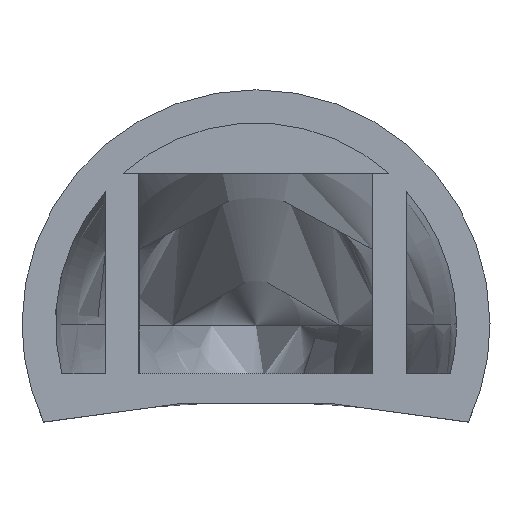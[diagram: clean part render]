
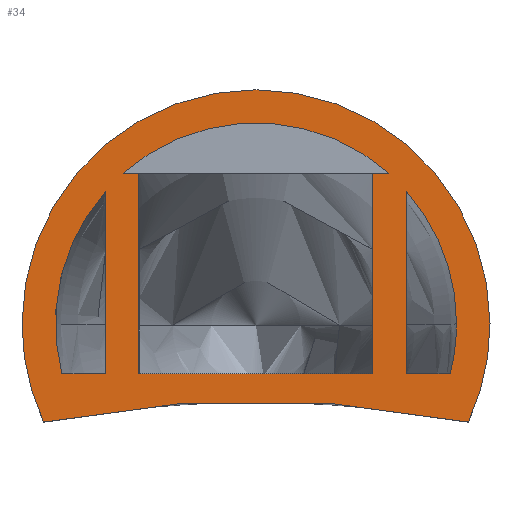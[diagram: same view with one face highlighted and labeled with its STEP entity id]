
A CAD part, top view. The second image highlights one B-rep face of the part: STEP entity #34.
In plain terms, the highlighted planar face has unit normal (0, 0, 1).
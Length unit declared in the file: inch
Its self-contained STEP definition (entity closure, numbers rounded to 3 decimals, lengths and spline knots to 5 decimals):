
#1 = ORIENTED_EDGE ( 'NONE', *, *, #1053, .T. ) ;
#13 = VECTOR ( 'NONE', #349, 39.37008 ) ;
#24 = VECTOR ( 'NONE', #599, 39.37008 ) ;
#34 = ADVANCED_FACE ( 'NONE', ( #762, #691, #940, #502 ), #1119, .F. ) ;
#39 = VERTEX_POINT ( 'NONE', #332 ) ;
#44 = EDGE_CURVE ( 'NONE', #855, #496, #61, .T. ) ;
#51 = ORIENTED_EDGE ( 'NONE', *, *, #851, .T. ) ;
#55 = DIRECTION ( 'NONE',  ( 0., 0., -1. ) ) ;
#61 = LINE ( 'NONE', #235, #24 ) ;
#84 = CIRCLE ( 'NONE', #1057, 0.7 ) ;
#91 = CARTESIAN_POINT ( 'NONE',  ( 0., 0., 0. ) ) ;
#101 = ORIENTED_EDGE ( 'NONE', *, *, #112, .T. ) ;
#112 = EDGE_CURVE ( 'NONE', #955, #914, #416, .T. ) ;
#121 = DIRECTION ( 'NONE',  ( 0., -1., 0. ) ) ;
#125 = EDGE_LOOP ( 'NONE', ( #331, #731, #618, #101 ) ) ;
#131 = EDGE_LOOP ( 'NONE', ( #939, #51, #558, #642, #138, #812 ) ) ;
#138 = ORIENTED_EDGE ( 'NONE', *, *, #1016, .F. ) ;
#148 = ORIENTED_EDGE ( 'NONE', *, *, #549, .F. ) ;
#165 = EDGE_CURVE ( 'NONE', #592, #352, #754, .T. ) ;
#174 = VECTOR ( 'NONE', #951, 39.37008 ) ;
#183 = ORIENTED_EDGE ( 'NONE', *, *, #1098, .F. ) ;
#190 = CARTESIAN_POINT ( 'NONE',  ( 0.63514, -0.29428, 0. ) ) ;
#210 = EDGE_CURVE ( 'NONE', #437, #955, #467, .T. ) ;
#211 = DIRECTION ( 'NONE',  ( -1., 0., 0. ) ) ;
#235 = CARTESIAN_POINT ( 'NONE',  ( 0., -0.15, 0. ) ) ;
#241 = CARTESIAN_POINT ( 'NONE',  ( 0.35, 0., 0. ) ) ;
#244 = LINE ( 'NONE', #252, #870 ) ;
#252 = CARTESIAN_POINT ( 'NONE',  ( 0., -0.15, 0. ) ) ;
#264 = CIRCLE ( 'NONE', #903, 3.17 ) ;
#265 = CIRCLE ( 'NONE', #738, 0.6 ) ;
#266 = DIRECTION ( 'NONE',  ( 0., 0., -1. ) ) ;
#273 = LINE ( 'NONE', #699, #13 ) ;
#278 = CARTESIAN_POINT ( 'NONE',  ( 0.45, -0.15, 0. ) ) ;
#303 = CARTESIAN_POINT ( 'NONE',  ( 0., -3.4, 0. ) ) ;
#304 = VECTOR ( 'NONE', #892, 39.37008 ) ;
#318 = DIRECTION ( 'NONE',  ( -1., 0., 0. ) ) ;
#323 = CARTESIAN_POINT ( 'NONE',  ( -0.7, 0., 0. ) ) ;
#331 = ORIENTED_EDGE ( 'NONE', *, *, #706, .T. ) ;
#332 = CARTESIAN_POINT ( 'NONE',  ( 0.39686, 0.45, 0. ) ) ;
#334 = VERTEX_POINT ( 'NONE', #526 ) ;
#337 = EDGE_CURVE ( 'NONE', #641, #522, #273, .T. ) ;
#343 = CIRCLE ( 'NONE', #945, 0.7 ) ;
#349 = DIRECTION ( 'NONE',  ( 0., -1., 0. ) ) ;
#352 = VERTEX_POINT ( 'NONE', #190 ) ;
#373 = CARTESIAN_POINT ( 'NONE',  ( 0., -0.15, 0. ) ) ;
#379 = DIRECTION ( 'NONE',  ( 0., 0., -1. ) ) ;
#394 = EDGE_LOOP ( 'NONE', ( #482, #789, #148, #183 ) ) ;
#395 = DIRECTION ( 'NONE',  ( -1., 0., 0. ) ) ;
#396 = AXIS2_PLACEMENT_3D ( 'NONE', #91, #266, #718 ) ;
#403 = DIRECTION ( 'NONE',  ( 1., 0., 0. ) ) ;
#408 = EDGE_CURVE ( 'NONE', #884, #352, #264, .T. ) ;
#415 = EDGE_CURVE ( 'NONE', #334, #641, #639, .T. ) ;
#416 = CIRCLE ( 'NONE', #396, 0.6 ) ;
#437 = VERTEX_POINT ( 'NONE', #1080 ) ;
#455 = EDGE_LOOP ( 'NONE', ( #743, #1, #715 ) ) ;
#463 = CARTESIAN_POINT ( 'NONE',  ( -0.45, 0.39686, 0. ) ) ;
#467 = CIRCLE ( 'NONE', #1105, 0.6 ) ;
#478 = LINE ( 'NONE', #745, #926 ) ;
#481 = CARTESIAN_POINT ( 'NONE',  ( -0.35, 0.45, 0. ) ) ;
#482 = ORIENTED_EDGE ( 'NONE', *, *, #408, .T. ) ;
#496 = VERTEX_POINT ( 'NONE', #661 ) ;
#497 = CARTESIAN_POINT ( 'NONE',  ( 0., 0., 0. ) ) ;
#502 = FACE_BOUND ( 'NONE', #455, .T. ) ;
#504 = DIRECTION ( 'NONE',  ( -1., 0., 0. ) ) ;
#520 = DIRECTION ( 'NONE',  ( -1., 0., 0. ) ) ;
#522 = VERTEX_POINT ( 'NONE', #763 ) ;
#526 = CARTESIAN_POINT ( 'NONE',  ( -0.39686, 0.45, 0. ) ) ;
#532 = VERTEX_POINT ( 'NONE', #463 ) ;
#543 = AXIS2_PLACEMENT_3D ( 'NONE', #736, #1094, #747 ) ;
#544 = CIRCLE ( 'NONE', #688, 0.6 ) ;
#549 = EDGE_CURVE ( 'NONE', #559, #592, #343, .T. ) ;
#557 = VECTOR ( 'NONE', #838, 39.37008 ) ;
#558 = ORIENTED_EDGE ( 'NONE', *, *, #337, .F. ) ;
#559 = VERTEX_POINT ( 'NONE', #323 ) ;
#560 = DIRECTION ( 'NONE',  ( 0., 0., 1. ) ) ;
#564 = VERTEX_POINT ( 'NONE', #1008 ) ;
#583 = DIRECTION ( 'NONE',  ( 0., 0., -1. ) ) ;
#590 = DIRECTION ( 'NONE',  ( -1., 0., 0. ) ) ;
#592 = VERTEX_POINT ( 'NONE', #841 ) ;
#596 = DIRECTION ( 'NONE',  ( 0., -1., 0. ) ) ;
#599 = DIRECTION ( 'NONE',  ( -1., 0., 0. ) ) ;
#615 = LINE ( 'NONE', #971, #174 ) ;
#618 = ORIENTED_EDGE ( 'NONE', *, *, #210, .T. ) ;
#638 = DIRECTION ( 'NONE',  ( 0., 0., -1. ) ) ;
#639 = LINE ( 'NONE', #921, #686 ) ;
#641 = VERTEX_POINT ( 'NONE', #481 ) ;
#642 = ORIENTED_EDGE ( 'NONE', *, *, #415, .F. ) ;
#644 = CARTESIAN_POINT ( 'NONE',  ( 0., 0., 0. ) ) ;
#661 = CARTESIAN_POINT ( 'NONE',  ( -0.58095, -0.15, 0. ) ) ;
#670 = CARTESIAN_POINT ( 'NONE',  ( 0., 0., 0. ) ) ;
#686 = VECTOR ( 'NONE', #991, 39.37008 ) ;
#688 = AXIS2_PLACEMENT_3D ( 'NONE', #670, #583, #520 ) ;
#691 = FACE_BOUND ( 'NONE', #125, .T. ) ;
#699 = CARTESIAN_POINT ( 'NONE',  ( -0.35, 0., 0. ) ) ;
#705 = CARTESIAN_POINT ( 'NONE',  ( 0.35, 0.45, 0. ) ) ;
#706 = EDGE_CURVE ( 'NONE', #914, #899, #244, .T. ) ;
#715 = ORIENTED_EDGE ( 'NONE', *, *, #44, .T. ) ;
#718 = DIRECTION ( 'NONE',  ( -1., 0., 0. ) ) ;
#725 = CARTESIAN_POINT ( 'NONE',  ( 0.45, 0., 0. ) ) ;
#731 = ORIENTED_EDGE ( 'NONE', *, *, #1111, .F. ) ;
#736 = CARTESIAN_POINT ( 'NONE',  ( 0., 0., 0. ) ) ;
#737 = EDGE_CURVE ( 'NONE', #496, #532, #544, .T. ) ;
#738 = AXIS2_PLACEMENT_3D ( 'NONE', #915, #560, #403 ) ;
#743 = ORIENTED_EDGE ( 'NONE', *, *, #737, .T. ) ;
#745 = CARTESIAN_POINT ( 'NONE',  ( -0.45, 0., 0. ) ) ;
#747 = DIRECTION ( 'NONE',  ( -1., 0., 0. ) ) ;
#754 = CIRCLE ( 'NONE', #543, 0.7 ) ;
#762 = FACE_BOUND ( 'NONE', #131, .T. ) ;
#763 = CARTESIAN_POINT ( 'NONE',  ( -0.35, -0.15, 0. ) ) ;
#789 = ORIENTED_EDGE ( 'NONE', *, *, #165, .F. ) ;
#800 = CARTESIAN_POINT ( 'NONE',  ( -0.63514, -0.29428, 0. ) ) ;
#812 = ORIENTED_EDGE ( 'NONE', *, *, #932, .F. ) ;
#838 = DIRECTION ( 'NONE',  ( 0., -1., 0. ) ) ;
#841 = CARTESIAN_POINT ( 'NONE',  ( 0.7, 0., 0. ) ) ;
#851 = EDGE_CURVE ( 'NONE', #564, #522, #982, .T. ) ;
#855 = VERTEX_POINT ( 'NONE', #898 ) ;
#865 = VERTEX_POINT ( 'NONE', #705 ) ;
#870 = VECTOR ( 'NONE', #504, 39.37008 ) ;
#884 = VERTEX_POINT ( 'NONE', #800 ) ;
#892 = DIRECTION ( 'NONE',  ( -1., 0., 0. ) ) ;
#898 = CARTESIAN_POINT ( 'NONE',  ( -0.45, -0.15, 0. ) ) ;
#899 = VERTEX_POINT ( 'NONE', #278 ) ;
#903 = AXIS2_PLACEMENT_3D ( 'NONE', #303, #379, #211 ) ;
#914 = VERTEX_POINT ( 'NONE', #963 ) ;
#915 = CARTESIAN_POINT ( 'NONE',  ( 0., 0., 0. ) ) ;
#921 = CARTESIAN_POINT ( 'NONE',  ( 0., 0.45, 0. ) ) ;
#926 = VECTOR ( 'NONE', #121, 39.37008 ) ;
#932 = EDGE_CURVE ( 'NONE', #865, #39, #615, .T. ) ;
#939 = ORIENTED_EDGE ( 'NONE', *, *, #977, .T. ) ;
#940 = FACE_OUTER_BOUND ( 'NONE', #394, .T. ) ;
#945 = AXIS2_PLACEMENT_3D ( 'NONE', #1073, #1095, #1013 ) ;
#951 = DIRECTION ( 'NONE',  ( 1., 0., 0. ) ) ;
#955 = VERTEX_POINT ( 'NONE', #1048 ) ;
#963 = CARTESIAN_POINT ( 'NONE',  ( 0.58095, -0.15, 0. ) ) ;
#971 = CARTESIAN_POINT ( 'NONE',  ( 0., 0.45, 0. ) ) ;
#977 = EDGE_CURVE ( 'NONE', #865, #564, #1035, .T. ) ;
#982 = LINE ( 'NONE', #373, #304 ) ;
#991 = DIRECTION ( 'NONE',  ( 1., 0., 0. ) ) ;
#997 = LINE ( 'NONE', #725, #557 ) ;
#1008 = CARTESIAN_POINT ( 'NONE',  ( 0.35, -0.15, 0. ) ) ;
#1013 = DIRECTION ( 'NONE',  ( -1., 0., 0. ) ) ;
#1016 = EDGE_CURVE ( 'NONE', #39, #334, #265, .T. ) ;
#1035 = LINE ( 'NONE', #241, #1039 ) ;
#1037 = AXIS2_PLACEMENT_3D ( 'NONE', #1113, #1044, #590 ) ;
#1039 = VECTOR ( 'NONE', #596, 39.37008 ) ;
#1044 = DIRECTION ( 'NONE',  ( 0., 0., -1. ) ) ;
#1048 = CARTESIAN_POINT ( 'NONE',  ( 0.6, 0., 0. ) ) ;
#1053 = EDGE_CURVE ( 'NONE', #532, #855, #478, .T. ) ;
#1057 = AXIS2_PLACEMENT_3D ( 'NONE', #497, #638, #395 ) ;
#1073 = CARTESIAN_POINT ( 'NONE',  ( 0., 0., 0. ) ) ;
#1080 = CARTESIAN_POINT ( 'NONE',  ( 0.45, 0.39686, 0. ) ) ;
#1094 = DIRECTION ( 'NONE',  ( 0., 0., -1. ) ) ;
#1095 = DIRECTION ( 'NONE',  ( 0., 0., -1. ) ) ;
#1098 = EDGE_CURVE ( 'NONE', #884, #559, #84, .T. ) ;
#1105 = AXIS2_PLACEMENT_3D ( 'NONE', #644, #55, #318 ) ;
#1111 = EDGE_CURVE ( 'NONE', #437, #899, #997, .T. ) ;
#1113 = CARTESIAN_POINT ( 'NONE',  ( 0., 0., 0. ) ) ;
#1119 = PLANE ( 'NONE',  #1037 ) ;
